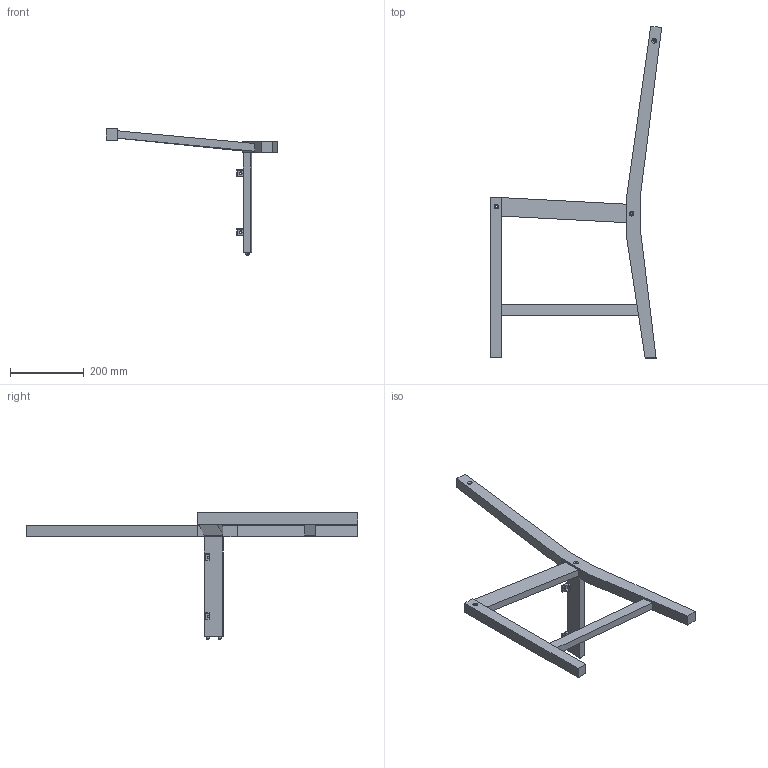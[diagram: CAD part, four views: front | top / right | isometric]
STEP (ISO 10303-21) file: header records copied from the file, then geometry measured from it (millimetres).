
FILE_DESCRIPTION (( 'STEP AP203' ), '1' );
FILE_NAME ('12page_scene_2.STEP', '2020-04-02T07:26:19', ( '' ), ( '' ), 'SwSTEP 2.0', 'SolidWorks 2014', '' );
FILE_SCHEMA (( 'CONFIG_CONTROL_DESIGN' ));
Length unit declared in the file: millimetre
Products named in the file (5): chair pin(14ea); 渠蘆 犒餌chair part5; chair part3; 12page_scene_2; chair braket(4ea)
Assembly tree (8 placements, depth 2):
  12page_scene_2
    渠蘆 犒餌chair part5
    chair pin(14ea)  x4
    chair part3
    chair braket(4ea)  x2
Bounding box: 464.67 x 900.57 x 342 mm (x, y, z)
Volume: 2155884.4 mm3; surface area: 307583.2 mm2
Topology: 8 solids, 8 shells, 197 faces, 457 edges, 284 vertices
Faces by surface type: plane 83, cylinder 74, cone 32, bspline 4, sphere 4
Entity records: 4669 total; most frequent: DIRECTION 758, CARTESIAN_POINT 709, ORIENTED_EDGE 644, EDGE_CURVE 322, AXIS2_PLACEMENT_3D 287, VERTEX_POINT 206, VECTOR 184, LINE 184
